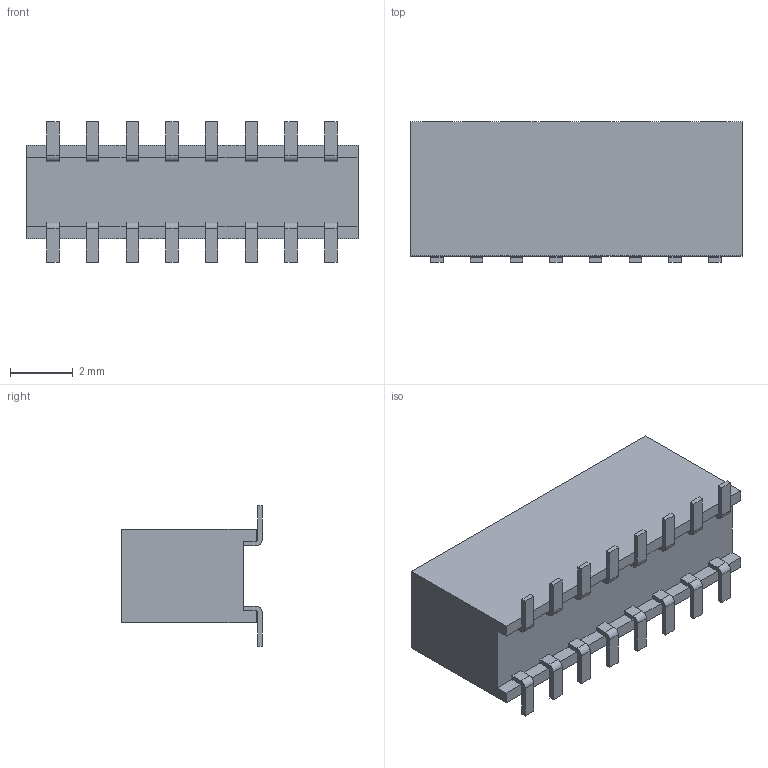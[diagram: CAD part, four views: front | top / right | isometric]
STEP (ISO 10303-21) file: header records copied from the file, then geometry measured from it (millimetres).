
FILE_DESCRIPTION((''),'2;1');
FILE_NAME('20021321-1016XXLFC','2019-09-06T',('KumarP'),('AFCI'),'CREO PARAMETRIC BY PTC INC, 2016130','CREO PARAMETRIC BY PTC INC, 2016130','');
FILE_SCHEMA(('CONFIG_CONTROL_DESIGN'));
Length unit declared in the file: millimetre
Products named in the file (1): 20021321-1016XXLFC
Bounding box: 10.62 x 4.5 x 4.5 mm (x, y, z)
Volume: 127.4 mm3; surface area: 216.2 mm2
Topology: 1 solids, 1 shells, 234 faces, 616 edges, 400 vertices
Faces by surface type: plane 202, cylinder 32
Entity records: 7126 total; most frequent: CARTESIAN_POINT 1250, ORIENTED_EDGE 1232, DIRECTION 1148, EDGE_CURVE 616, VECTOR 552, LINE 552, VERTEX_POINT 400, AXIS2_PLACEMENT_3D 298
